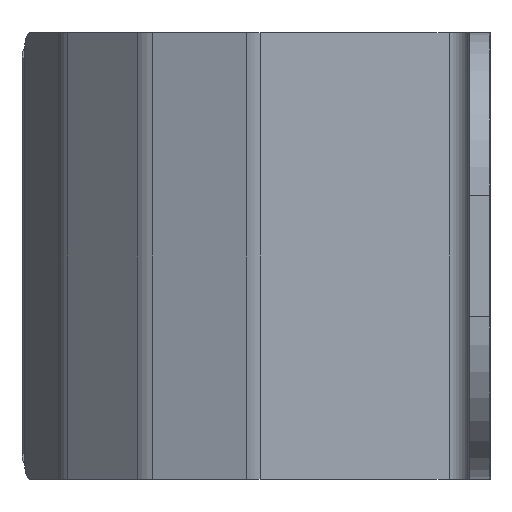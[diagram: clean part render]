
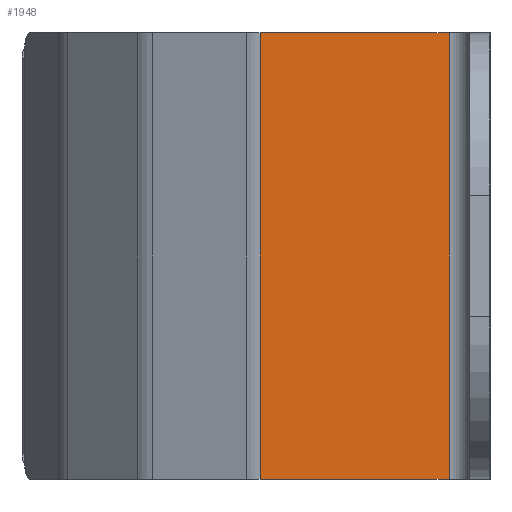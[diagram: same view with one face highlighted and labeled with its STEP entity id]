
A CAD part, left-side view. The second image highlights one B-rep face of the part: STEP entity #1948.
In plain terms, the highlighted planar face has unit normal (-1, 0, 0).
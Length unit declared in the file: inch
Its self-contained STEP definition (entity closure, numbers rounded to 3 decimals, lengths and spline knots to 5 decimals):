
#58=PLANE('',#2141);
#165=FACE_OUTER_BOUND('',#290,.T.);
#290=EDGE_LOOP('',(#1477,#1478,#1479,#1480));
#456=LINE('',#3128,#640);
#457=LINE('',#3131,#641);
#460=LINE('',#3137,#644);
#461=LINE('',#3138,#645);
#640=VECTOR('',#2559,0.3937);
#641=VECTOR('',#2562,0.3937);
#644=VECTOR('',#2567,0.3937);
#645=VECTOR('',#2568,0.3937);
#889=VERTEX_POINT('',#3117);
#890=VERTEX_POINT('',#3121);
#891=VERTEX_POINT('',#3130);
#893=VERTEX_POINT('',#3136);
#1093=EDGE_CURVE('',#890,#889,#456,.T.);
#1094=EDGE_CURVE('',#891,#890,#457,.T.);
#1097=EDGE_CURVE('',#889,#893,#460,.T.);
#1098=EDGE_CURVE('',#891,#893,#461,.T.);
#1477=ORIENTED_EDGE('',*,*,#1093,.T.);
#1478=ORIENTED_EDGE('',*,*,#1097,.T.);
#1479=ORIENTED_EDGE('',*,*,#1098,.F.);
#1480=ORIENTED_EDGE('',*,*,#1094,.T.);
#1948=ADVANCED_FACE('',(#165),#58,.F.);
#2141=AXIS2_PLACEMENT_3D('',#3135,#2565,#2566);
#2559=DIRECTION('',(0.,0.,1.));
#2562=DIRECTION('',(0.,-1.,0.));
#2565=DIRECTION('center_axis',(1.,0.,0.));
#2566=DIRECTION('ref_axis',(0.,0.,
-1.));
#2567=DIRECTION('',(0.,1.,0.));
#2568=DIRECTION('',(0.,0.,1.));
#3117=CARTESIAN_POINT('',(-2.70875,-1.25132,0.6875));
#3121=CARTESIAN_POINT('',(-2.70875,-1.25132,-0.6875));
#3128=CARTESIAN_POINT('',(-2.70875,-1.25132,-0.34375));
#3130=CARTESIAN_POINT('',(-2.70875,-0.66967,-0.6875));
#3131=CARTESIAN_POINT('',(-2.70875,-0.66967,-0.6875));
#3135=CARTESIAN_POINT('Origin',(-2.70875,-1.00766,0.));
#3136=CARTESIAN_POINT('',(-2.70875,-0.66967,0.6875));
#3137=CARTESIAN_POINT('',(-2.70875,-0.63801,0.6875));
#3138=CARTESIAN_POINT('',(-2.70875,-0.66967,0.));
